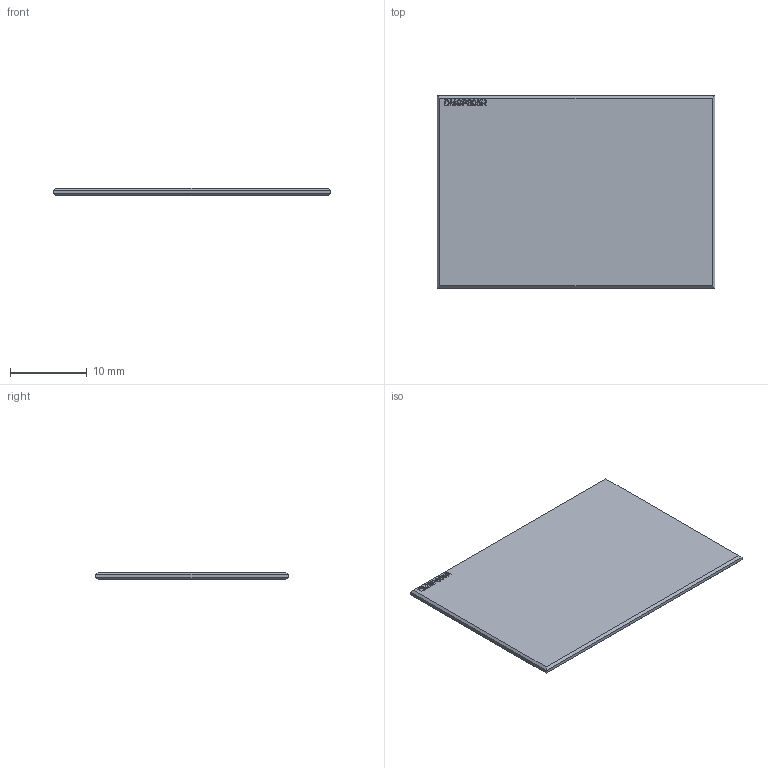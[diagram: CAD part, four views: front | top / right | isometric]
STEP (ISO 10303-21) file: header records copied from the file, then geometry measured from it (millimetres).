
FILE_DESCRIPTION (( 'STEP AP203' ), '1' );
FILE_NAME ('21946-E0W.STEP', '2012-09-19T18:58:59', ( 'Admin' ), ( '' ), 'SwSTEP 2.0', 'SolidWorks 2011', '' );
FILE_SCHEMA (( 'CONFIG_CONTROL_DESIGN' ));
Length unit declared in the file: inch
Products named in the file (1): 21946-E0W
Bounding box: 36 x 25 x 1 mm (x, y, z)
Surface area: 1878.9 mm2 (no closed solid volume)
Topology: 0 solids, 4 shells, 44 faces, 299 edges, 256 vertices
Faces by surface type: plane 35, bspline 9
Entity records: 4991 total; most frequent: CARTESIAN_POINT 3073, ORIENTED_EDGE 360, EDGE_CURVE 299, VERTEX_POINT 256, DIRECTION 225, VECTOR 153, LINE 153, B_SPLINE_CURVE_WITH_KNOTS 146
